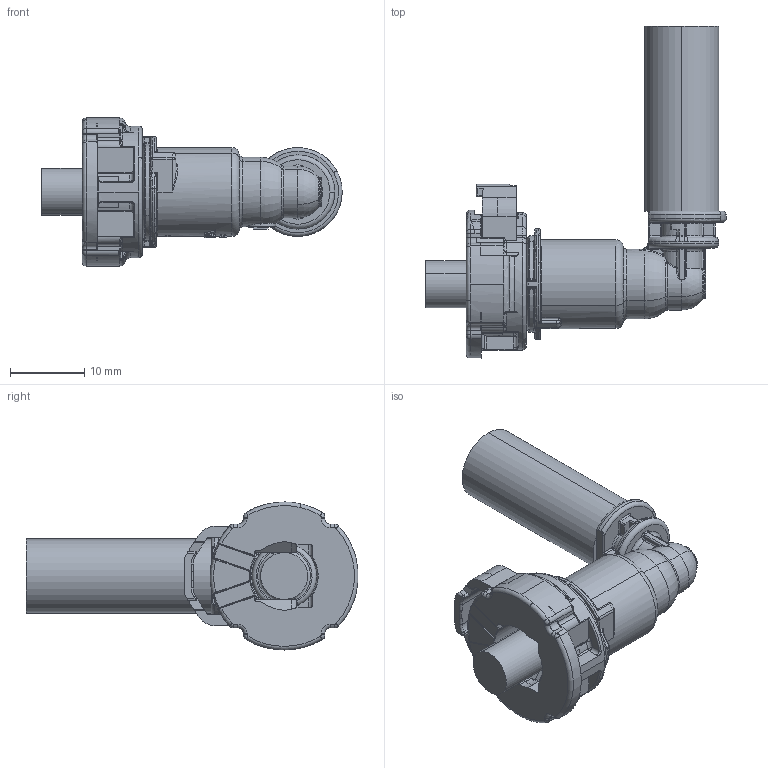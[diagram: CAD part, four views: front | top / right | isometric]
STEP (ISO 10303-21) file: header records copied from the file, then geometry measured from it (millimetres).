
FILE_DESCRIPTION(('CATIA V5 STEP','CAx-IF Rec.Pracs.--- Model Styling and Organization---1.4--- 2014-01-23'),'2;1');
FILE_NAME('Download-SV241NSL_WKU_90_GRAD_1-4_Zoll_ NW4_unheated.stp','2019-07-31T13:44:09+00:00',('none'),('none'),'CATIA Version 5-6 Release 2016 SP3 HF59','CATIA V5 STEP AP214 Edition 3','none');
FILE_SCHEMA(('AUTOMOTIVE_DESIGN { 1 0 10303 214 3 1 1 1 }'));
Length unit declared in the file: millimetre
Products named in the file (1): Download-SV241NSL_WKU_90_GRAD_1-4_Zoll_ NW4_unheated
Bounding box: 40.57 x 44.82 x 20 mm (x, y, z)
Volume: 7626.4 mm3; surface area: 5636.7 mm2
Topology: 4 solids, 4 shells, 1705 faces, 4505 edges, 2733 vertices
Faces by surface type: plane 687, cylinder 433, torus 250, bspline 176, sphere 93, extrusion 54, cone 12
Entity records: 64537 total; most frequent: CARTESIAN_POINT 24812, ORIENTED_EDGE 8788, DIRECTION 6091, EDGE_CURVE 4394, VERTEX_POINT 2731, AXIS2_PLACEMENT_3D 2465, VECTOR 2314, LINE 2260
